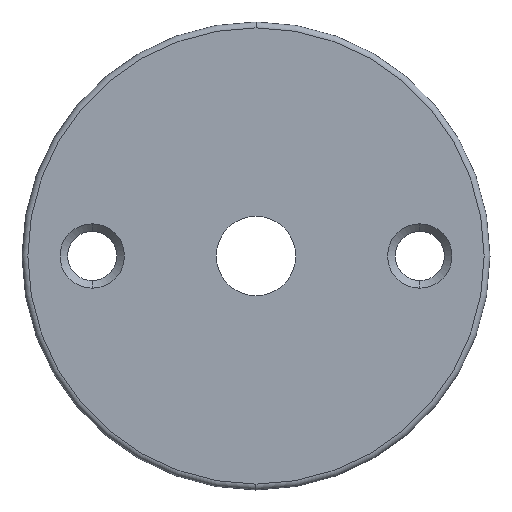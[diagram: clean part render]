
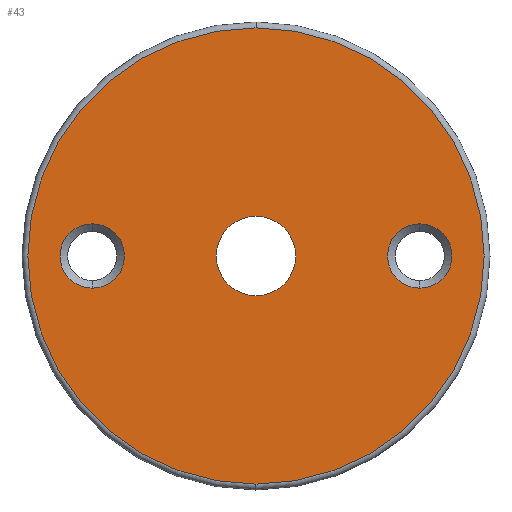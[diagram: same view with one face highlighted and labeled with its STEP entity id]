
A CAD part, left-side view. The second image highlights one B-rep face of the part: STEP entity #43.
In plain terms, the highlighted planar face has unit normal (-1, 0, 0).
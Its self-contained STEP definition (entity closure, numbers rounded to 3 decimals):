
#12 = EDGE_CURVE ( 'NONE', #686, #792, #398, .T. ) ;
#24 = CARTESIAN_POINT ( 'NONE',  ( 0., 19.5, 0. ) ) ;
#30 = DIRECTION ( 'NONE',  ( 0., 0., 1. ) ) ;
#40 = PLANE ( 'NONE',  #661 ) ;
#43 = ADVANCED_FACE ( 'NONE', ( #276, #78, #834, #124 ), #40, .F. ) ;
#65 = VERTEX_POINT ( 'NONE', #373 ) ;
#71 = AXIS2_PLACEMENT_3D ( 'NONE', #764, #86, #314 ) ;
#72 = CIRCLE ( 'NONE', #548, 3.4 ) ;
#78 = FACE_BOUND ( 'NONE', #156, .T. ) ;
#86 = DIRECTION ( 'NONE',  ( 1., 0., 0. ) ) ;
#89 = CIRCLE ( 'NONE', #71, 3.4 ) ;
#103 = DIRECTION ( 'NONE',  ( 0., 0., -1. ) ) ;
#124 = FACE_OUTER_BOUND ( 'NONE', #210, .T. ) ;
#133 = DIRECTION ( 'NONE',  ( -1., 0., 0. ) ) ;
#144 = CARTESIAN_POINT ( 'NONE',  ( 0., 14., -2.75 ) ) ;
#155 = CARTESIAN_POINT ( 'NONE',  ( 0., 14., 2.75 ) ) ;
#156 = EDGE_LOOP ( 'NONE', ( #815, #763 ) ) ;
#161 = ORIENTED_EDGE ( 'NONE', *, *, #728, .F. ) ;
#182 = DIRECTION ( 'NONE',  ( 0., 0., 1. ) ) ;
#210 = EDGE_LOOP ( 'NONE', ( #827, #423 ) ) ;
#214 = DIRECTION ( 'NONE',  ( 0., 0., 1. ) ) ;
#231 = DIRECTION ( 'NONE',  ( 0., 0., -1. ) ) ;
#242 = ORIENTED_EDGE ( 'NONE', *, *, #674, .T. ) ;
#245 = CARTESIAN_POINT ( 'NONE',  ( 0., 0., 0. ) ) ;
#247 = DIRECTION ( 'NONE',  ( 0., 0., 1. ) ) ;
#257 = AXIS2_PLACEMENT_3D ( 'NONE', #798, #471, #214 ) ;
#267 = CARTESIAN_POINT ( 'NONE',  ( 0., -14., 2.75 ) ) ;
#276 = FACE_BOUND ( 'NONE', #436, .T. ) ;
#290 = DIRECTION ( 'NONE',  ( -1., 0., 0. ) ) ;
#304 = EDGE_CURVE ( 'NONE', #607, #625, #445, .T. ) ;
#314 = DIRECTION ( 'NONE',  ( 0., 0., -1. ) ) ;
#315 = CARTESIAN_POINT ( 'NONE',  ( 0., -14., -2.75 ) ) ;
#320 = CARTESIAN_POINT ( 'NONE',  ( 0., -14., 0. ) ) ;
#323 = AXIS2_PLACEMENT_3D ( 'NONE', #520, #133, #580 ) ;
#373 = CARTESIAN_POINT ( 'NONE',  ( 0., 0., -19.5 ) ) ;
#377 = AXIS2_PLACEMENT_3D ( 'NONE', #434, #426, #182 ) ;
#378 = CIRCLE ( 'NONE', #377, 19.5 ) ;
#398 = CIRCLE ( 'NONE', #736, 2.75 ) ;
#407 = AXIS2_PLACEMENT_3D ( 'NONE', #461, #814, #637 ) ;
#410 = VERTEX_POINT ( 'NONE', #416 ) ;
#416 = CARTESIAN_POINT ( 'NONE',  ( 0., 0., -3.4 ) ) ;
#423 = ORIENTED_EDGE ( 'NONE', *, *, #720, .T. ) ;
#426 = DIRECTION ( 'NONE',  ( -1., 0., 0. ) ) ;
#434 = CARTESIAN_POINT ( 'NONE',  ( 0., 0., 0. ) ) ;
#436 = EDGE_LOOP ( 'NONE', ( #242, #710 ) ) ;
#445 = CIRCLE ( 'NONE', #407, 2.75 ) ;
#451 = VERTEX_POINT ( 'NONE', #609 ) ;
#460 = AXIS2_PLACEMENT_3D ( 'NONE', #833, #627, #30 ) ;
#461 = CARTESIAN_POINT ( 'NONE',  ( 0., 14., 0. ) ) ;
#471 = DIRECTION ( 'NONE',  ( -1., 0., 0. ) ) ;
#478 = CIRCLE ( 'NONE', #257, 19.5 ) ;
#520 = CARTESIAN_POINT ( 'NONE',  ( 0., 14., 0. ) ) ;
#546 = CIRCLE ( 'NONE', #460, 2.75 ) ;
#548 = AXIS2_PLACEMENT_3D ( 'NONE', #245, #556, #103 ) ;
#554 = DIRECTION ( 'NONE',  ( 1., 0., 0. ) ) ;
#556 = DIRECTION ( 'NONE',  ( 1., 0., 0. ) ) ;
#576 = ORIENTED_EDGE ( 'NONE', *, *, #12, .F. ) ;
#580 = DIRECTION ( 'NONE',  ( 0., 0., 1. ) ) ;
#594 = EDGE_CURVE ( 'NONE', #451, #65, #478, .T. ) ;
#595 = CIRCLE ( 'NONE', #323, 2.75 ) ;
#607 = VERTEX_POINT ( 'NONE', #144 ) ;
#609 = CARTESIAN_POINT ( 'NONE',  ( 0., 0., 19.5 ) ) ;
#625 = VERTEX_POINT ( 'NONE', #155 ) ;
#627 = DIRECTION ( 'NONE',  ( -1., 0., 0. ) ) ;
#637 = DIRECTION ( 'NONE',  ( 0., 0., 1. ) ) ;
#661 = AXIS2_PLACEMENT_3D ( 'NONE', #24, #554, #231 ) ;
#673 = VERTEX_POINT ( 'NONE', #849 ) ;
#674 = EDGE_CURVE ( 'NONE', #410, #673, #89, .T. ) ;
#680 = EDGE_LOOP ( 'NONE', ( #576, #161 ) ) ;
#686 = VERTEX_POINT ( 'NONE', #267 ) ;
#710 = ORIENTED_EDGE ( 'NONE', *, *, #743, .T. ) ;
#720 = EDGE_CURVE ( 'NONE', #65, #451, #378, .T. ) ;
#728 = EDGE_CURVE ( 'NONE', #792, #686, #546, .T. ) ;
#736 = AXIS2_PLACEMENT_3D ( 'NONE', #320, #290, #247 ) ;
#743 = EDGE_CURVE ( 'NONE', #673, #410, #72, .T. ) ;
#763 = ORIENTED_EDGE ( 'NONE', *, *, #304, .F. ) ;
#764 = CARTESIAN_POINT ( 'NONE',  ( 0., 0., 0. ) ) ;
#792 = VERTEX_POINT ( 'NONE', #315 ) ;
#798 = CARTESIAN_POINT ( 'NONE',  ( 0., 0., 0. ) ) ;
#814 = DIRECTION ( 'NONE',  ( -1., 0., 0. ) ) ;
#815 = ORIENTED_EDGE ( 'NONE', *, *, #826, .F. ) ;
#826 = EDGE_CURVE ( 'NONE', #625, #607, #595, .T. ) ;
#827 = ORIENTED_EDGE ( 'NONE', *, *, #594, .T. ) ;
#833 = CARTESIAN_POINT ( 'NONE',  ( 0., -14., 0. ) ) ;
#834 = FACE_BOUND ( 'NONE', #680, .T. ) ;
#849 = CARTESIAN_POINT ( 'NONE',  ( 0., 0., 3.4 ) ) ;
